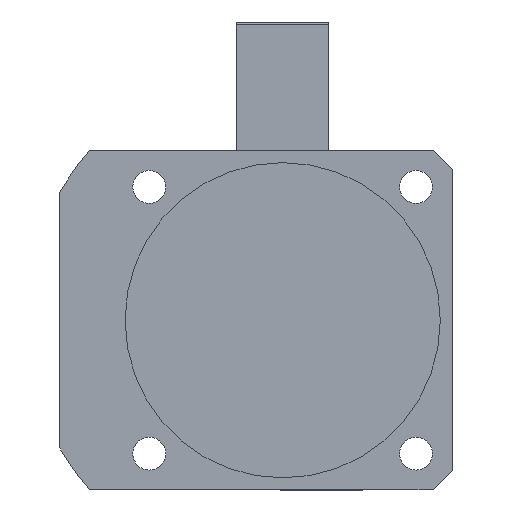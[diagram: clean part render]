
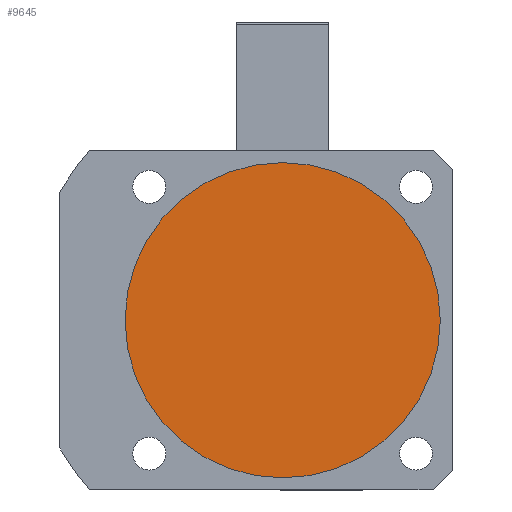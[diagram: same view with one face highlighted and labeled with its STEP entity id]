
A CAD part, front view. The second image highlights one B-rep face of the part: STEP entity #9645.
In plain terms, the highlighted planar face has unit normal (0, -1, 0).
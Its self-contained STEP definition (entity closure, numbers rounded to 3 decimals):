
#332 = AXIS2_PLACEMENT_3D ( 'NONE', #6072, #9109, #1259 ) ;
#1259 = DIRECTION ( 'NONE',  ( 0., 0., -1. ) ) ;
#1261 = CIRCLE ( 'NONE', #332, 32.5 ) ;
#2110 = ORIENTED_EDGE ( 'NONE', *, *, #7407, .F. ) ;
#2129 = ORIENTED_EDGE ( 'NONE', *, *, #5171, .F. ) ;
#2964 = CARTESIAN_POINT ( 'NONE',  ( 27., 0., 0. ) ) ;
#3730 = DIRECTION ( 'NONE',  ( 0., 0., -1. ) ) ;
#4366 = AXIS2_PLACEMENT_3D ( 'NONE', #2964, #8308, #3730 ) ;
#4789 = AXIS2_PLACEMENT_3D ( 'NONE', #8488, #9594, #8509 ) ;
#5093 = EDGE_LOOP ( 'NONE', ( #2129, #2110 ) ) ;
#5171 = EDGE_CURVE ( 'NONE', #9094, #5433, #1261, .T. ) ;
#5433 = VERTEX_POINT ( 'NONE', #8354 ) ;
#6072 = CARTESIAN_POINT ( 'NONE',  ( 0., 0., 0. ) ) ;
#7270 = CIRCLE ( 'NONE', #4789, 32.5 ) ;
#7407 = EDGE_CURVE ( 'NONE', #5433, #9094, #7270, .T. ) ;
#7434 = CARTESIAN_POINT ( 'NONE',  ( 0., 0., -32.5 ) ) ;
#8308 = DIRECTION ( 'NONE',  ( 0., -1., 0. ) ) ;
#8354 = CARTESIAN_POINT ( 'NONE',  ( 0., 0., 32.5 ) ) ;
#8488 = CARTESIAN_POINT ( 'NONE',  ( 0., 0., 0. ) ) ;
#8509 = DIRECTION ( 'NONE',  ( 0., 0., -1. ) ) ;
#8845 = FACE_OUTER_BOUND ( 'NONE', #5093, .T. ) ;
#9094 = VERTEX_POINT ( 'NONE', #7434 ) ;
#9109 = DIRECTION ( 'NONE',  ( 0., 1., 0. ) ) ;
#9594 = DIRECTION ( 'NONE',  ( 0., 1., 0. ) ) ;
#9645 = ADVANCED_FACE ( 'NONE', ( #8845 ), #9678, .T. ) ;
#9678 = PLANE ( 'NONE',  #4366 ) ;
